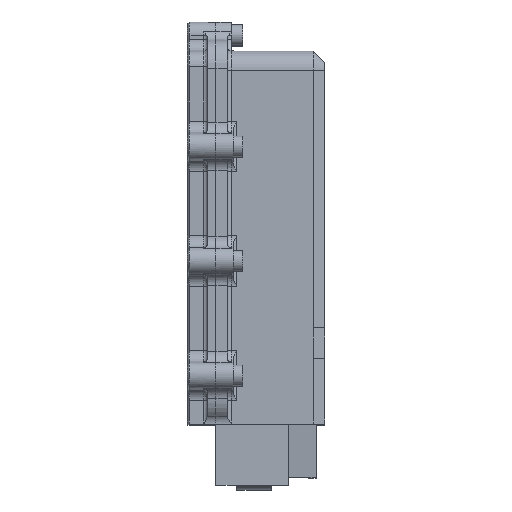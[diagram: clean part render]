
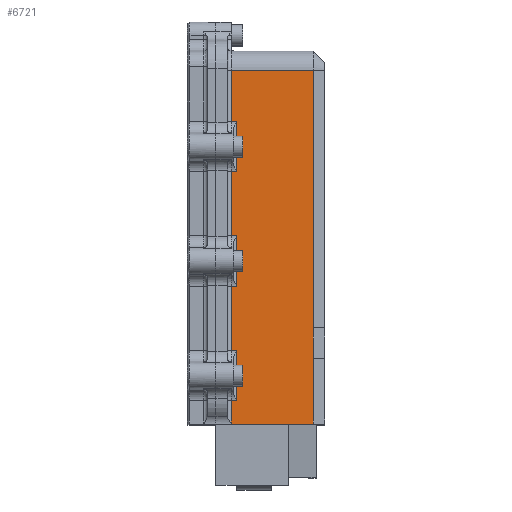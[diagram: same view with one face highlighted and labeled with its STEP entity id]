
A CAD part, top view. The second image highlights one B-rep face of the part: STEP entity #6721.
In plain terms, the highlighted planar face has unit normal (0, 0, 1).
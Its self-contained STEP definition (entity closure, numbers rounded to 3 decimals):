
#6668=AXIS2_PLACEMENT_3D('Plane Axis2P3D',#6665,#6666,#6667) ;
#1481=CARTESIAN_POINT('Vertex',(4.,0.,83.5)) ;
#3265=CARTESIAN_POINT('Vertex',(4.,6.1,83.5)) ;
#3270=CARTESIAN_POINT('Line Origine',(4.75,6.1,83.5)) ;
#3274=CARTESIAN_POINT('Vertex',(5.5,6.1,83.5)) ;
#3319=CARTESIAN_POINT('Line Origine',(5.5,12.7,83.5)) ;
#3323=CARTESIAN_POINT('Vertex',(5.5,19.3,83.5)) ;
#3352=CARTESIAN_POINT('Vertex',(4.,19.3,83.5)) ;
#3367=CARTESIAN_POINT('Line Origine',(4.75,19.3,83.5)) ;
#3389=CARTESIAN_POINT('Vertex',(4.,36.1,83.5)) ;
#3394=CARTESIAN_POINT('Line Origine',(4.75,36.1,83.5)) ;
#3398=CARTESIAN_POINT('Vertex',(5.5,36.1,83.5)) ;
#3443=CARTESIAN_POINT('Line Origine',(5.5,42.7,83.5)) ;
#3447=CARTESIAN_POINT('Vertex',(5.5,49.3,83.5)) ;
#3476=CARTESIAN_POINT('Vertex',(4.,49.3,83.5)) ;
#3491=CARTESIAN_POINT('Line Origine',(4.75,49.3,83.5)) ;
#3513=CARTESIAN_POINT('Vertex',(4.,66.1,83.5)) ;
#3518=CARTESIAN_POINT('Line Origine',(4.75,66.1,83.5)) ;
#3522=CARTESIAN_POINT('Vertex',(5.5,66.1,83.5)) ;
#3567=CARTESIAN_POINT('Line Origine',(5.5,72.7,83.5)) ;
#3571=CARTESIAN_POINT('Vertex',(5.5,79.3,83.5)) ;
#3600=CARTESIAN_POINT('Vertex',(4.,79.3,83.5)) ;
#3615=CARTESIAN_POINT('Line Origine',(4.75,79.3,83.5)) ;
#3633=CARTESIAN_POINT('Line Origine',(14.75,92.7,83.5)) ;
#3637=CARTESIAN_POINT('Vertex',(4.,92.7,83.5)) ;
#3639=CARTESIAN_POINT('Vertex',(25.5,92.7,83.5)) ;
#4259=CARTESIAN_POINT('Line Origine',(4.,27.7,83.5)) ;
#4353=CARTESIAN_POINT('Line Origine',(4.,57.7,83.5)) ;
#4507=CARTESIAN_POINT('Line Origine',(4.,86.,83.5)) ;
#6665=CARTESIAN_POINT('Axis2P3D Location',(0.,96.2,83.5)) ;
#6670=CARTESIAN_POINT('Line Origine',(14.75,0.,83.5)) ;
#6674=CARTESIAN_POINT('Vertex',(25.5,0.,83.5)) ;
#6677=CARTESIAN_POINT('Line Origine',(25.5,8.603,83.5)) ;
#6681=CARTESIAN_POINT('Vertex',(25.5,17.205,83.5)) ;
#6684=CARTESIAN_POINT('Line Origine',(25.5,21.203,83.5)) ;
#6688=CARTESIAN_POINT('Vertex',(25.5,25.2,83.5)) ;
#6691=CARTESIAN_POINT('Line Origine',(25.5,58.95,83.5)) ;
#6696=CARTESIAN_POINT('Line Origine',(4.,3.05,83.5)) ;
#3271=DIRECTION('Vector Direction',(1.,0.,0.)) ;
#3320=DIRECTION('Vector Direction',(0.,-1.,0.)) ;
#3368=DIRECTION('Vector Direction',(1.,0.,0.)) ;
#3395=DIRECTION('Vector Direction',(1.,0.,0.)) ;
#3444=DIRECTION('Vector Direction',(0.,-1.,0.)) ;
#3492=DIRECTION('Vector Direction',(1.,0.,0.)) ;
#3519=DIRECTION('Vector Direction',(1.,0.,0.)) ;
#3568=DIRECTION('Vector Direction',(0.,-1.,0.)) ;
#3616=DIRECTION('Vector Direction',(1.,0.,0.)) ;
#3634=DIRECTION('Vector Direction',(1.,0.,0.)) ;
#4260=DIRECTION('Vector Direction',(0.,-1.,0.)) ;
#4354=DIRECTION('Vector Direction',(0.,-1.,0.)) ;
#4508=DIRECTION('Vector Direction',(0.,-1.,0.)) ;
#6666=DIRECTION('Axis2P3D Direction',(0.,0.,1.)) ;
#6667=DIRECTION('Axis2P3D XDirection',(0.,-1.,0.)) ;
#6671=DIRECTION('Vector Direction',(-1.,0.,0.)) ;
#6678=DIRECTION('Vector Direction',(0.,-1.,0.)) ;
#6685=DIRECTION('Vector Direction',(0.,-1.,0.)) ;
#6692=DIRECTION('Vector Direction',(0.,-1.,0.)) ;
#6697=DIRECTION('Vector Direction',(0.,1.,0.)) ;
#3272=VECTOR('Line Direction',#3271,1.) ;
#3321=VECTOR('Line Direction',#3320,1.) ;
#3369=VECTOR('Line Direction',#3368,1.) ;
#3396=VECTOR('Line Direction',#3395,1.) ;
#3445=VECTOR('Line Direction',#3444,1.) ;
#3493=VECTOR('Line Direction',#3492,1.) ;
#3520=VECTOR('Line Direction',#3519,1.) ;
#3569=VECTOR('Line Direction',#3568,1.) ;
#3617=VECTOR('Line Direction',#3616,1.) ;
#3635=VECTOR('Line Direction',#3634,1.) ;
#4261=VECTOR('Line Direction',#4260,1.) ;
#4355=VECTOR('Line Direction',#4354,1.) ;
#4509=VECTOR('Line Direction',#4508,1.) ;
#6672=VECTOR('Line Direction',#6671,1.) ;
#6679=VECTOR('Line Direction',#6678,1.) ;
#6686=VECTOR('Line Direction',#6685,1.) ;
#6693=VECTOR('Line Direction',#6692,1.) ;
#6698=VECTOR('Line Direction',#6697,1.) ;
#6702=ORIENTED_EDGE('',*,*,#6676,.T.) ;
#6703=ORIENTED_EDGE('',*,*,#6683,.T.) ;
#6704=ORIENTED_EDGE('',*,*,#6690,.F.) ;
#6705=ORIENTED_EDGE('',*,*,#6695,.F.) ;
#6706=ORIENTED_EDGE('',*,*,#3641,.F.) ;
#6707=ORIENTED_EDGE('',*,*,#4511,.F.) ;
#6708=ORIENTED_EDGE('',*,*,#3619,.F.) ;
#6709=ORIENTED_EDGE('',*,*,#3573,.F.) ;
#6710=ORIENTED_EDGE('',*,*,#3524,.F.) ;
#6711=ORIENTED_EDGE('',*,*,#4357,.F.) ;
#6712=ORIENTED_EDGE('',*,*,#3495,.F.) ;
#6713=ORIENTED_EDGE('',*,*,#3449,.F.) ;
#6714=ORIENTED_EDGE('',*,*,#3400,.F.) ;
#6715=ORIENTED_EDGE('',*,*,#4263,.F.) ;
#6716=ORIENTED_EDGE('',*,*,#3371,.F.) ;
#6717=ORIENTED_EDGE('',*,*,#3325,.F.) ;
#6718=ORIENTED_EDGE('',*,*,#3276,.F.) ;
#6719=ORIENTED_EDGE('',*,*,#6700,.F.) ;
#6721=ADVANCED_FACE('LFR-270-03 F88R ECU Case - Lid - DUMB SOLID',(#6720),#6669,.T.) ;
#3276=EDGE_CURVE('',#3266,#3275,#3273,.T.) ;
#3325=EDGE_CURVE('',#3275,#3324,#3322,.F.) ;
#3371=EDGE_CURVE('',#3324,#3353,#3370,.F.) ;
#3400=EDGE_CURVE('',#3390,#3399,#3397,.T.) ;
#3449=EDGE_CURVE('',#3399,#3448,#3446,.F.) ;
#3495=EDGE_CURVE('',#3448,#3477,#3494,.F.) ;
#3524=EDGE_CURVE('',#3514,#3523,#3521,.T.) ;
#3573=EDGE_CURVE('',#3523,#3572,#3570,.F.) ;
#3619=EDGE_CURVE('',#3572,#3601,#3618,.F.) ;
#3641=EDGE_CURVE('',#3638,#3640,#3636,.T.) ;
#4263=EDGE_CURVE('',#3353,#3390,#4262,.F.) ;
#4357=EDGE_CURVE('',#3477,#3514,#4356,.F.) ;
#4511=EDGE_CURVE('',#3601,#3638,#4510,.F.) ;
#6676=EDGE_CURVE('',#1482,#6675,#6673,.F.) ;
#6683=EDGE_CURVE('',#6675,#6682,#6680,.F.) ;
#6690=EDGE_CURVE('',#6689,#6682,#6687,.T.) ;
#6695=EDGE_CURVE('',#3640,#6689,#6694,.T.) ;
#6700=EDGE_CURVE('',#1482,#3266,#6699,.T.) ;
#6701=EDGE_LOOP('',(#6702,#6703,#6704,#6705,#6706,#6707,#6708,#6709,#6710,#6711,#6712,#6713,#6714,#6715,#6716,#6717,#6718,#6719)) ;
#6720=FACE_OUTER_BOUND('',#6701,.T.) ;
#3273=LINE('Line',#3270,#3272) ;
#3322=LINE('Line',#3319,#3321) ;
#3370=LINE('Line',#3367,#3369) ;
#3397=LINE('Line',#3394,#3396) ;
#3446=LINE('Line',#3443,#3445) ;
#3494=LINE('Line',#3491,#3493) ;
#3521=LINE('Line',#3518,#3520) ;
#3570=LINE('Line',#3567,#3569) ;
#3618=LINE('Line',#3615,#3617) ;
#3636=LINE('Line',#3633,#3635) ;
#4262=LINE('Line',#4259,#4261) ;
#4356=LINE('Line',#4353,#4355) ;
#4510=LINE('Line',#4507,#4509) ;
#6673=LINE('Line',#6670,#6672) ;
#6680=LINE('Line',#6677,#6679) ;
#6687=LINE('Line',#6684,#6686) ;
#6694=LINE('Line',#6691,#6693) ;
#6699=LINE('Line',#6696,#6698) ;
#6669=PLANE('Plane',#6668) ;
#1482=VERTEX_POINT('',#1481) ;
#3266=VERTEX_POINT('',#3265) ;
#3275=VERTEX_POINT('',#3274) ;
#3324=VERTEX_POINT('',#3323) ;
#3353=VERTEX_POINT('',#3352) ;
#3390=VERTEX_POINT('',#3389) ;
#3399=VERTEX_POINT('',#3398) ;
#3448=VERTEX_POINT('',#3447) ;
#3477=VERTEX_POINT('',#3476) ;
#3514=VERTEX_POINT('',#3513) ;
#3523=VERTEX_POINT('',#3522) ;
#3572=VERTEX_POINT('',#3571) ;
#3601=VERTEX_POINT('',#3600) ;
#3638=VERTEX_POINT('',#3637) ;
#3640=VERTEX_POINT('',#3639) ;
#6675=VERTEX_POINT('',#6674) ;
#6682=VERTEX_POINT('',#6681) ;
#6689=VERTEX_POINT('',#6688) ;
